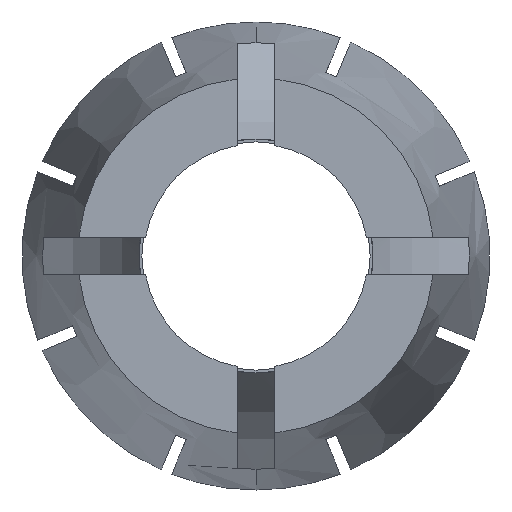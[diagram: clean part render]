
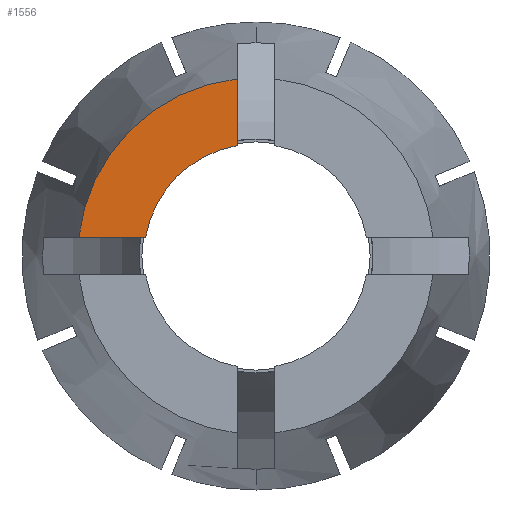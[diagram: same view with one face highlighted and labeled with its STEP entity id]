
A CAD part, left-side view. The second image highlights one B-rep face of the part: STEP entity #1556.
In plain terms, the highlighted planar face has unit normal (-1, 0, 0).
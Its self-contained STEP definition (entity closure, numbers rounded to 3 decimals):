
#80 = CARTESIAN_POINT ( 'NONE',  ( -46., 1.65, 0. ) ) ;
#252 = LINE ( 'NONE', #634, #1182 ) ;
#480 = VECTOR ( 'NONE', #4077, 1000. ) ;
#634 = CARTESIAN_POINT ( 'NONE',  ( -46., -15.595, 1.65 ) ) ;
#671 = CARTESIAN_POINT ( 'NONE',  ( -46., 1.65, 15.508 ) ) ;
#685 = DIRECTION ( 'NONE',  ( 0., 1., 0. ) ) ;
#952 = EDGE_CURVE ( 'NONE', #2647, #3342, #2476, .T. ) ;
#968 = EDGE_LOOP ( 'NONE', ( #3789, #1989, #2760, #1851 ) ) ;
#1034 = EDGE_CURVE ( 'NONE', #3342, #3242, #2258, .T. ) ;
#1101 = EDGE_CURVE ( 'NONE', #2647, #1675, #252, .T. ) ;
#1182 = VECTOR ( 'NONE', #685, 1000. ) ;
#1403 = CIRCLE ( 'NONE', #1977, 15.595 ) ;
#1556 = ADVANCED_FACE ( 'NONE', ( #3841 ), #1976, .T. ) ;
#1675 = VERTEX_POINT ( 'NONE', #3161 ) ;
#1851 = ORIENTED_EDGE ( 'NONE', *, *, #1101, .F. ) ;
#1976 = PLANE ( 'NONE',  #2216 ) ;
#1977 = AXIS2_PLACEMENT_3D ( 'NONE', #2398, #2381, #2372 ) ;
#1989 = ORIENTED_EDGE ( 'NONE', *, *, #1034, .T. ) ;
#2096 = CARTESIAN_POINT ( 'NONE',  ( -46., -15.595, 0. ) ) ;
#2160 = DIRECTION ( 'NONE',  ( -1., 0., 0. ) ) ;
#2172 = DIRECTION ( 'NONE',  ( 0., 0., 1. ) ) ;
#2216 = AXIS2_PLACEMENT_3D ( 'NONE', #2096, #2160, #2172 ) ;
#2258 = LINE ( 'NONE', #80, #480 ) ;
#2308 = EDGE_CURVE ( 'NONE', #1675, #3242, #1403, .T. ) ;
#2372 = DIRECTION ( 'NONE',  ( 0., 0., -1. ) ) ;
#2381 = DIRECTION ( 'NONE',  ( 1., 0., 0. ) ) ;
#2398 = CARTESIAN_POINT ( 'NONE',  ( -46., 0., 0. ) ) ;
#2476 = CIRCLE ( 'NONE', #3250, 9.805 ) ;
#2505 = CARTESIAN_POINT ( 'NONE',  ( -46., 1.65, 9.665 ) ) ;
#2647 = VERTEX_POINT ( 'NONE', #3915 ) ;
#2760 = ORIENTED_EDGE ( 'NONE', *, *, #2308, .F. ) ;
#3161 = CARTESIAN_POINT ( 'NONE',  ( -46., 15.508, 1.65 ) ) ;
#3242 = VERTEX_POINT ( 'NONE', #671 ) ;
#3250 = AXIS2_PLACEMENT_3D ( 'NONE', #3350, #3381, #3391 ) ;
#3342 = VERTEX_POINT ( 'NONE', #2505 ) ;
#3350 = CARTESIAN_POINT ( 'NONE',  ( -46., 0., 0. ) ) ;
#3381 = DIRECTION ( 'NONE',  ( 1., 0., 0. ) ) ;
#3391 = DIRECTION ( 'NONE',  ( 0., 0., -1. ) ) ;
#3789 = ORIENTED_EDGE ( 'NONE', *, *, #952, .T. ) ;
#3841 = FACE_OUTER_BOUND ( 'NONE', #968, .T. ) ;
#3915 = CARTESIAN_POINT ( 'NONE',  ( -46., 9.665, 1.65 ) ) ;
#4077 = DIRECTION ( 'NONE',  ( 0., 0., 1. ) ) ;
